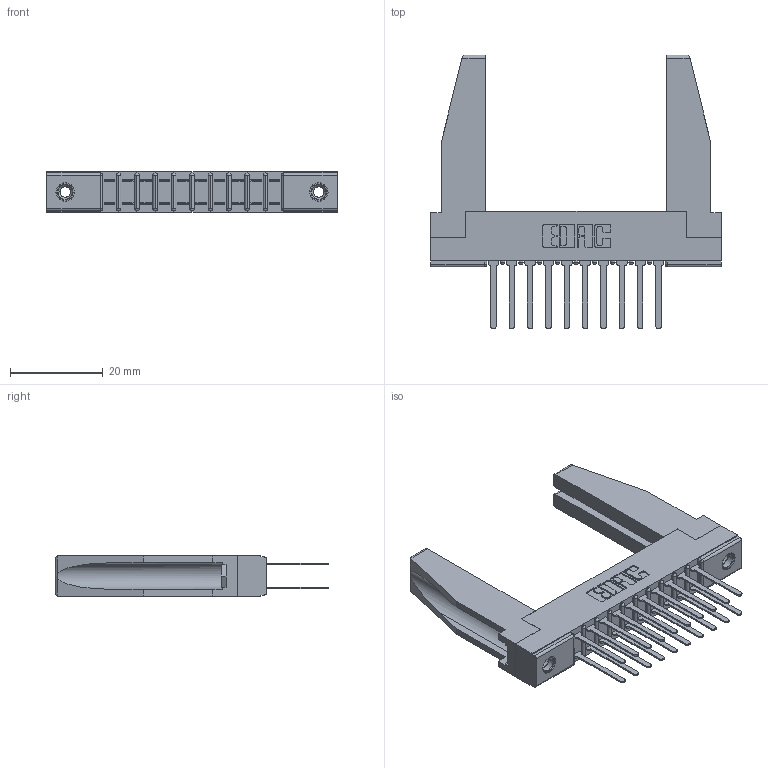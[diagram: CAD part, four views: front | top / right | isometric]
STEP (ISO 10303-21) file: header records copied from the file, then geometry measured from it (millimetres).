
FILE_DESCRIPTION (( 'STEP AP203' ), '1' );
FILE_NAME ('357-020-542-278.STEP', '2019-09-17T20:38:49', ( '' ), ( '' ), 'SwSTEP 2.0', 'SolidWorks 2016', '' );
FILE_SCHEMA (( 'CONFIG_CONTROL_DESIGN' ));
Length unit declared in the file: inch
Products named in the file (5): 307-220-078; 307 Part_.156 Dia Mounting Holes; 345-250-001_345-250-001-102; 357-020-542-278; 307-290-001_542
Assembly tree (25 placements, depth 2):
  357-020-542-278
    307 Part_.156 Dia Mounting Holes
    307-290-001_542  x20
    307-220-078  x2
    345-250-001_345-250-001-102  x2
Bounding box: 62.64 x 59.13 x 8.71 mm (x, y, z)
Volume: 8168.2 mm3; surface area: 10997.5 mm2
Topology: 25 solids, 25 shells, 1179 faces, 3253 edges, 2102 vertices
Faces by surface type: plane 774, cylinder 367, sphere 22, cone 12, torus 4
Entity records: 15245 total; most frequent: CARTESIAN_POINT 2512, ORIENTED_EDGE 2444, DIRECTION 2428, EDGE_CURVE 1222, VECTOR 928, LINE 928, VERTEX_POINT 792, AXIS2_PLACEMENT_3D 750
